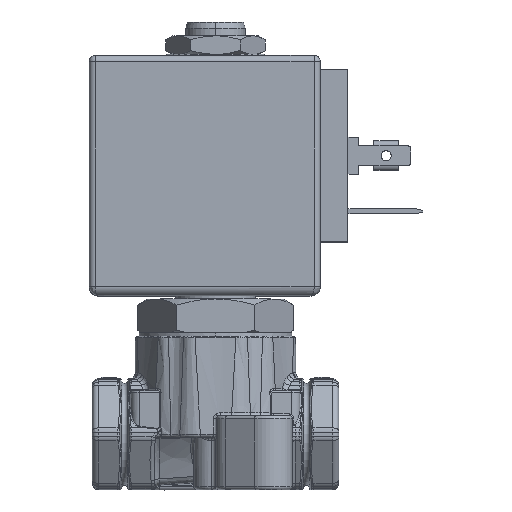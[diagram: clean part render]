
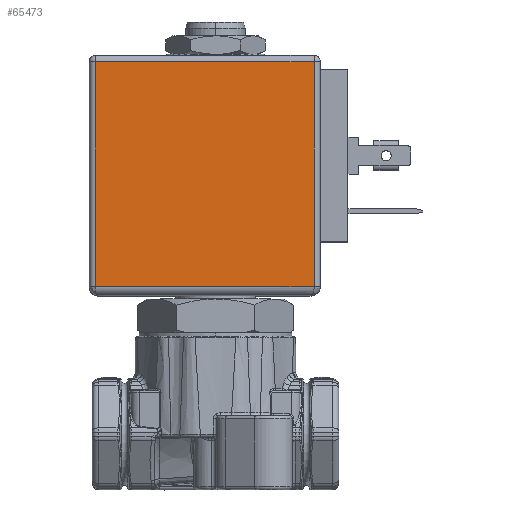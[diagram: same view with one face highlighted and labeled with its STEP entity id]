
A CAD part, top view. The second image highlights one B-rep face of the part: STEP entity #65473.
In plain terms, the highlighted face is planar.
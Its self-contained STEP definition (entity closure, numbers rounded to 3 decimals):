
#63083=DIRECTION('',(0.,-1.,0.));
#63084=VECTOR('',#63083,36.5);
#63085=CARTESIAN_POINT('',(-16.,33.,-15.));
#63086=LINE('',#63085,#63084);
#63090=DIRECTION('',(-1.,0.,0.));
#63091=VECTOR('',#63090,35.5);
#63092=CARTESIAN_POINT('',(19.5,-3.5,
-15.));
#63093=LINE('',#63092,#63091);
#63097=DIRECTION('',(0.,-1.,0.));
#63098=VECTOR('',#63097,36.5);
#63099=CARTESIAN_POINT('',(19.5,33.,-15.));
#63100=LINE('',#63099,#63098);
#63104=DIRECTION('',(1.,0.,0.));
#63105=VECTOR('',#63104,35.5);
#63106=CARTESIAN_POINT('',(-16.,33.,-15.));
#63107=LINE('',#63106,#63105);
#65259=CARTESIAN_POINT('',(-16.,33.,-15.));
#65260=CARTESIAN_POINT('',(-16.,-3.5,
-15.));
#65261=VERTEX_POINT('',#65259);
#65262=VERTEX_POINT('',#65260);
#65271=CARTESIAN_POINT('',(19.5,-3.5,
-15.));
#65272=VERTEX_POINT('',#65271);
#65301=CARTESIAN_POINT('',(19.5,33.,-15.));
#65302=VERTEX_POINT('',#65301);
#65460=CARTESIAN_POINT('',(0.,34.,-15.));
#65461=DIRECTION('',(0.,0.,1.));
#65462=DIRECTION('',(1.,0.,0.));
#65463=AXIS2_PLACEMENT_3D('',#65460,#65461,#65462);
#65464=PLANE('',#65463);
#65466=ORIENTED_EDGE('',*,*,#65465,.T.);
#65467=ORIENTED_EDGE('',*,*,#65450,.F.);
#65468=ORIENTED_EDGE('',*,*,#65387,.F.);
#65470=ORIENTED_EDGE('',*,*,#65469,.F.);
#65471=EDGE_LOOP('',(#65466,#65467,#65468,#65470));
#65472=FACE_OUTER_BOUND('',#65471,.F.);
#65387=EDGE_CURVE('',#65302,#65272,#63100,.T.);
#65450=EDGE_CURVE('',#65272,#65262,#63093,.T.);
#65465=EDGE_CURVE('',#65261,#65262,#63086,.T.);
#65469=EDGE_CURVE('',#65261,#65302,#63107,.T.);
#65473=ADVANCED_FACE('',(#65472),#65464,.F.);
